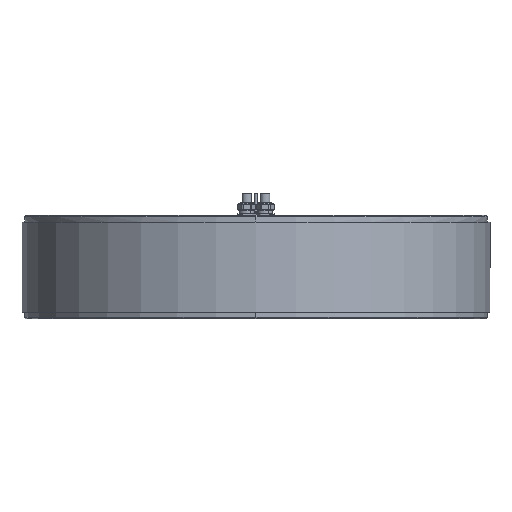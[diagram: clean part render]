
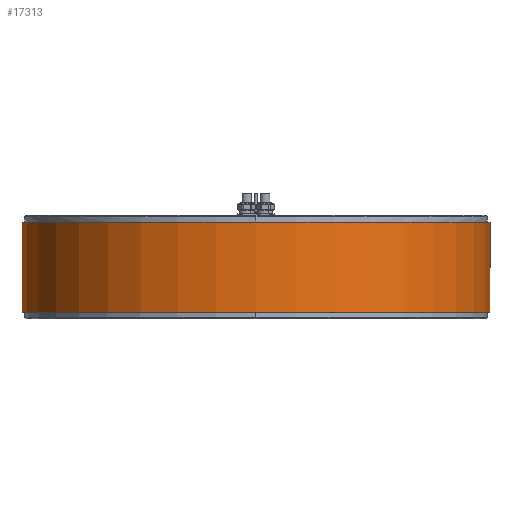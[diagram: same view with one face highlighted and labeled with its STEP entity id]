
A CAD part, front view. The second image highlights one B-rep face of the part: STEP entity #17313.
In plain terms, the highlighted cylindrical face has radius 521 mm (diameter 1042 mm), a partial arc.
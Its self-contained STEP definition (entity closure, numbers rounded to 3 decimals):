
#2474=CARTESIAN_POINT('',(0.,0.,-14.6));
#2475=DIRECTION('',(0.,0.,1.));
#2476=DIRECTION('',(-0.066,0.998,0.));
#2477=AXIS2_PLACEMENT_3D('',#2474,#2475,#2476);
#2479=DIRECTION('',(0.,0.,1.));
#2480=VECTOR('',#2479,200.8);
#2481=CARTESIAN_POINT('',(34.5,519.856,-215.4));
#2482=LINE('',#2481,#2480);
#2483=CARTESIAN_POINT('',(0.,0.,-215.4));
#2484=DIRECTION('',(0.,0.,-1.));
#2485=DIRECTION('',(0.066,0.998,0.));
#2486=AXIS2_PLACEMENT_3D('',#2483,#2484,#2485);
#2488=DIRECTION('',(0.,0.,1.));
#2489=VECTOR('',#2488,200.8);
#2490=CARTESIAN_POINT('',(-34.5,519.856,-215.4));
#2491=LINE('',#2490,#2489);
#11580=CARTESIAN_POINT('',(-34.5,519.856,-215.4));
#11581=CARTESIAN_POINT('',(34.5,519.856,-215.4));
#11582=VERTEX_POINT('',#11580);
#11583=VERTEX_POINT('',#11581);
#11584=CARTESIAN_POINT('',(-34.5,519.856,-14.6));
#11585=CARTESIAN_POINT('',(34.5,519.856,-14.6));
#11586=VERTEX_POINT('',#11584);
#11587=VERTEX_POINT('',#11585);
#17301=CARTESIAN_POINT('',(0.,0.,-4.56));
#17302=DIRECTION('',(0.,0.,-1.));
#17303=DIRECTION('',(1.,0.,0.));
#17304=AXIS2_PLACEMENT_3D('',#17301,#17302,#17303);
#17305=CYLINDRICAL_SURFACE('',#17304,521.);
#17307=ORIENTED_EDGE('',*,*,#17306,.T.);
#17308=ORIENTED_EDGE('',*,*,#17282,.F.);
#17309=ORIENTED_EDGE('',*,*,#17267,.T.);
#17310=ORIENTED_EDGE('',*,*,#17286,.T.);
#17311=EDGE_LOOP('',(#17307,#17308,#17309,#17310));
#17312=FACE_OUTER_BOUND('',#17311,.F.);
#17313=ADVANCED_FACE('',(#17312),#17305,.T.);
#2478=CIRCLE('',#2477,521.);
#2487=CIRCLE('',#2486,521.);
#17267=EDGE_CURVE('',#11583,#11582,#2487,.T.);
#17282=EDGE_CURVE('',#11583,#11587,#2482,.T.);
#17286=EDGE_CURVE('',#11582,#11586,#2491,.T.);
#17306=EDGE_CURVE('',#11586,#11587,#2478,.T.);
